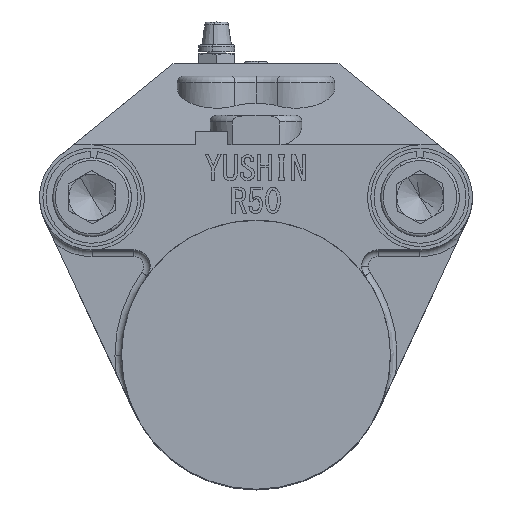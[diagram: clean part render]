
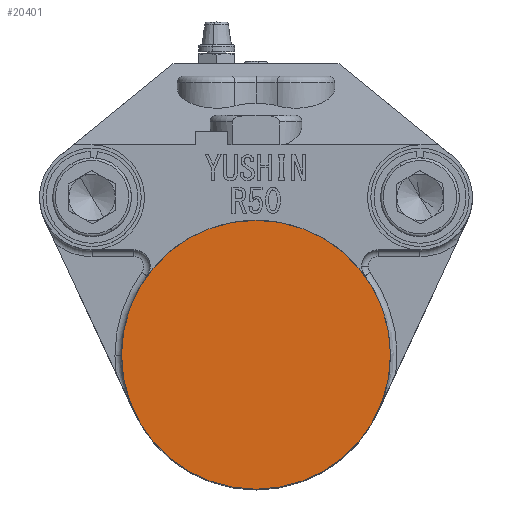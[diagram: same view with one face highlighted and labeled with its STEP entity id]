
A CAD part, top view. The second image highlights one B-rep face of the part: STEP entity #20401.
In plain terms, the highlighted planar face has unit normal (0, 0, 1).
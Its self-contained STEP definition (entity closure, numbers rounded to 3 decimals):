
#1685 = EDGE_LOOP ( 'NONE', ( #1915, #14074 ) ) ;
#1915 = ORIENTED_EDGE ( 'NONE', *, *, #20654, .T. ) ;
#2905 = AXIS2_PLACEMENT_3D ( 'NONE', #22221, #9187, #12090 ) ;
#3107 = VERTEX_POINT ( 'NONE', #14856 ) ;
#3752 = CARTESIAN_POINT ( 'NONE',  ( 41., 0., 74. ) ) ;
#6266 = DIRECTION ( 'NONE',  ( 1., 0., 0. ) ) ;
#6514 = CIRCLE ( 'NONE', #10647, 41. ) ;
#8485 = AXIS2_PLACEMENT_3D ( 'NONE', #8988, #21389, #28653 ) ;
#8681 = CARTESIAN_POINT ( 'NONE',  ( 0., 0., 74. ) ) ;
#8988 = CARTESIAN_POINT ( 'NONE',  ( 0., 0., 74. ) ) ;
#9187 = DIRECTION ( 'NONE',  ( 0., 0., 1. ) ) ;
#10531 = CIRCLE ( 'NONE', #8485, 41. ) ;
#10647 = AXIS2_PLACEMENT_3D ( 'NONE', #8681, #18498, #6266 ) ;
#12090 = DIRECTION ( 'NONE',  ( 1., 0., 0. ) ) ;
#12392 = FACE_OUTER_BOUND ( 'NONE', #1685, .T. ) ;
#14074 = ORIENTED_EDGE ( 'NONE', *, *, #17665, .T. ) ;
#14491 = PLANE ( 'NONE',  #2905 ) ;
#14856 = CARTESIAN_POINT ( 'NONE',  ( -41., 0., 74. ) ) ;
#17665 = EDGE_CURVE ( 'NONE', #22895, #3107, #10531, .T. ) ;
#18498 = DIRECTION ( 'NONE',  ( 0., 0., 1. ) ) ;
#20401 = ADVANCED_FACE ( 'NONE', ( #12392 ), #14491, .T. ) ;
#20654 = EDGE_CURVE ( 'NONE', #3107, #22895, #6514, .T. ) ;
#21389 = DIRECTION ( 'NONE',  ( 0., 0., 1. ) ) ;
#22221 = CARTESIAN_POINT ( 'NONE',  ( 37.242, 27., 74. ) ) ;
#22895 = VERTEX_POINT ( 'NONE', #3752 ) ;
#28653 = DIRECTION ( 'NONE',  ( 1., 0., 0. ) ) ;
